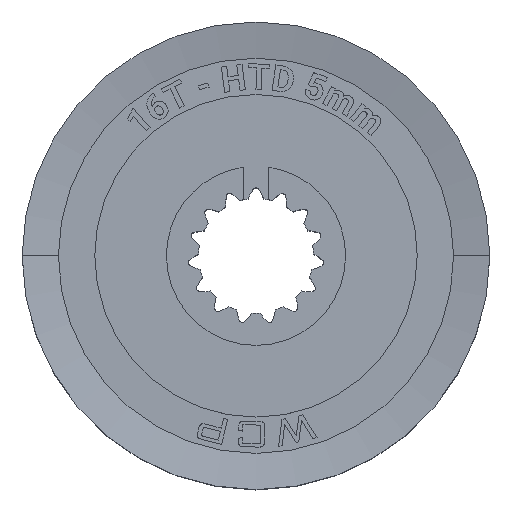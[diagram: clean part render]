
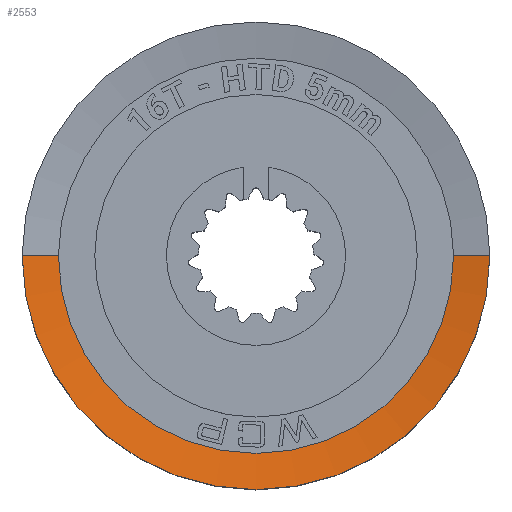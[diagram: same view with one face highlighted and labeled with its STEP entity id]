
A CAD part, top view. The second image highlights one B-rep face of the part: STEP entity #2553.
In plain terms, the highlighted conical face has half-angle 80.5 degrees and reference radius 14.5 mm.
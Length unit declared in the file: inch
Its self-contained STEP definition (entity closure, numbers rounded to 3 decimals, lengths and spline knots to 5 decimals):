
#150 = VECTOR ( 'NONE', #1517, 39.37008 ) ;
#394 = CIRCLE ( 'NONE', #2772, 0.57087 ) ;
#1060 = ORIENTED_EDGE ( 'NONE', *, *, #1467, .T. ) ;
#1467 = EDGE_CURVE ( 'NONE', #7545, #5779, #394, .T. ) ;
#1517 = DIRECTION ( 'NONE',  ( 0.986, 0., 0.165 ) ) ;
#2553 = ADVANCED_FACE ( 'NONE', ( #18270 ), #5055, .F. ) ;
#2772 = AXIS2_PLACEMENT_3D ( 'NONE', #9177, #14842, #15031 ) ;
#3198 = CIRCLE ( 'NONE', #5584, 0.48228 ) ;
#3933 = CARTESIAN_POINT ( 'NONE',  ( 0., 0., 0.24188 ) ) ;
#4433 = ORIENTED_EDGE ( 'NONE', *, *, #14609, .F. ) ;
#4857 = CARTESIAN_POINT ( 'NONE',  ( 0.57087, 0., 0.2567 ) ) ;
#4999 = VECTOR ( 'NONE', #7894, 39.37008 ) ;
#5055 = CONICAL_SURFACE ( 'NONE', #12165, 0.57087, 1.405 ) ;
#5584 = AXIS2_PLACEMENT_3D ( 'NONE', #3933, #10902, #16760 ) ;
#5644 = DIRECTION ( 'NONE',  ( 0., 0., 1. ) ) ;
#5779 = VERTEX_POINT ( 'NONE', #4857 ) ;
#6153 = VERTEX_POINT ( 'NONE', #17264 ) ;
#6594 = CARTESIAN_POINT ( 'NONE',  ( -0.57087, 0., 0.2567 ) ) ;
#7545 = VERTEX_POINT ( 'NONE', #16945 ) ;
#7894 = DIRECTION ( 'NONE',  ( -0.986, 0., 0.165 ) ) ;
#8545 = EDGE_CURVE ( 'NONE', #6153, #16211, #3198, .T. ) ;
#8686 = CARTESIAN_POINT ( 'NONE',  ( 0.57087, 0., 0.2567 ) ) ;
#9177 = CARTESIAN_POINT ( 'NONE',  ( 0., 0., 0.2567 ) ) ;
#9603 = EDGE_CURVE ( 'NONE', #6153, #7545, #16442, .T. ) ;
#10157 = LINE ( 'NONE', #8686, #150 ) ;
#10176 = ORIENTED_EDGE ( 'NONE', *, *, #9603, .T. ) ;
#10902 = DIRECTION ( 'NONE',  ( 0., 0., 1. ) ) ;
#11113 = CARTESIAN_POINT ( 'NONE',  ( 0., 0., 0.2567 ) ) ;
#11165 = ORIENTED_EDGE ( 'NONE', *, *, #8545, .F. ) ;
#12165 = AXIS2_PLACEMENT_3D ( 'NONE', #11113, #5644, #15489 ) ;
#12668 = CARTESIAN_POINT ( 'NONE',  ( 0.48228, 0., 0.24188 ) ) ;
#14609 = EDGE_CURVE ( 'NONE', #16211, #5779, #10157, .T. ) ;
#14842 = DIRECTION ( 'NONE',  ( 0., 0., 1. ) ) ;
#15031 = DIRECTION ( 'NONE',  ( 1., 0., 0. ) ) ;
#15489 = DIRECTION ( 'NONE',  ( 1., 0., 0. ) ) ;
#15592 = EDGE_LOOP ( 'NONE', ( #11165, #10176, #1060, #4433 ) ) ;
#16211 = VERTEX_POINT ( 'NONE', #12668 ) ;
#16442 = LINE ( 'NONE', #6594, #4999 ) ;
#16760 = DIRECTION ( 'NONE',  ( 1., 0., 0. ) ) ;
#16945 = CARTESIAN_POINT ( 'NONE',  ( -0.57087, 0., 0.2567 ) ) ;
#17264 = CARTESIAN_POINT ( 'NONE',  ( -0.48228, 0., 0.24188 ) ) ;
#18270 = FACE_OUTER_BOUND ( 'NONE', #15592, .T. ) ;
